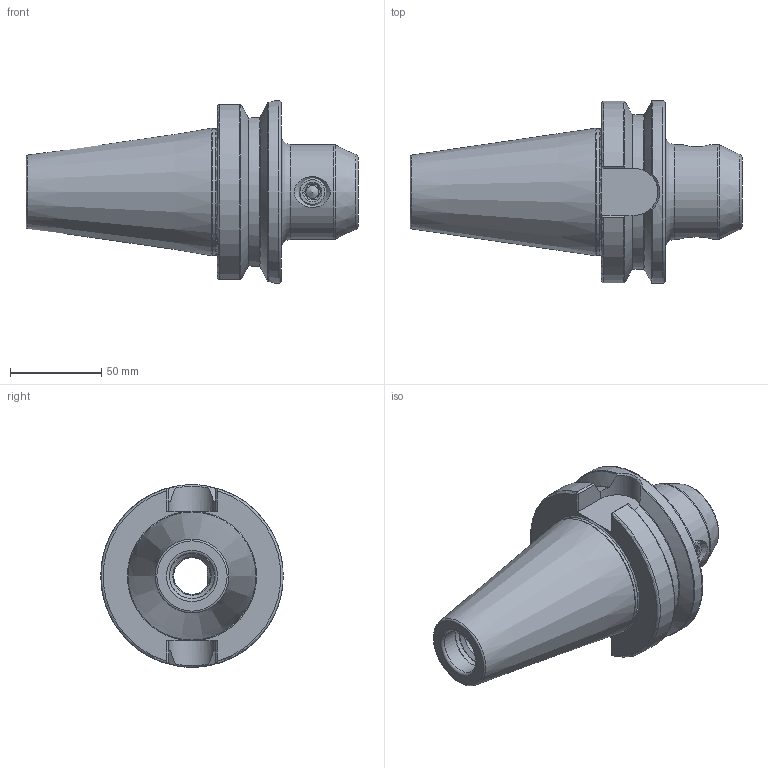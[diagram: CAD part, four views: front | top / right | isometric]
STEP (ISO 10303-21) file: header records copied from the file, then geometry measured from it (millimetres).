
FILE_DESCRIPTION(/* description */ (''),/* implementation_level */ '2;1');
FILE_NAME(/* name */ 'BT50-SLA20-80.stp',/* time_stamp */ '2023-04-18T11:53:05+08:00',/* author */ ('Administrator'),/* organization */ (''),/* preprocessor_version */ 'ST-DEVELOPER v18.1',/* originating_system */ 'Autodesk Inventor 2022',/* authorisation */ '');
FILE_SCHEMA (('AUTOMOTIVE_DESIGN { 1 0 10303 214 3 1 1 }'));
Length unit declared in the file: millimetre
Products named in the file (3): BT50-SLA20-80; BT50-SLA20-80_1; 侧固刀柄专用紧固螺钉   M16x
16
Assembly tree (2 placements, depth 2):
  BT50-SLA20-80
    BT50-SLA20-80_1
    侧固刀柄专用紧固螺钉   M16x
16
Bounding box: 181.8 x 100 x 100 mm (x, y, z)
Volume: 514771.4 mm3; surface area: 63260.9 mm2
Topology: 2 solids, 2 shells, 102 faces, 253 edges, 158 vertices
Faces by surface type: plane 36, cylinder 19, torus 18, cone 18, bspline 10, sphere 1
Full cylindrical faces by diameter (mm): 7 x1, 14 x1, 16 x1, 16.5 x1, 20 x2, 21 x2, 25 x1, 25.6 x1, 52 x1, 69.25 x1, 100 x1
Entity records: 3864 total; most frequent: CARTESIAN_POINT 1442, ORIENTED_EDGE 502, DIRECTION 465, EDGE_CURVE 251, AXIS2_PLACEMENT_3D 188, VERTEX_POINT 158, EDGE_LOOP 111, FACE_OUTER_BOUND 102
